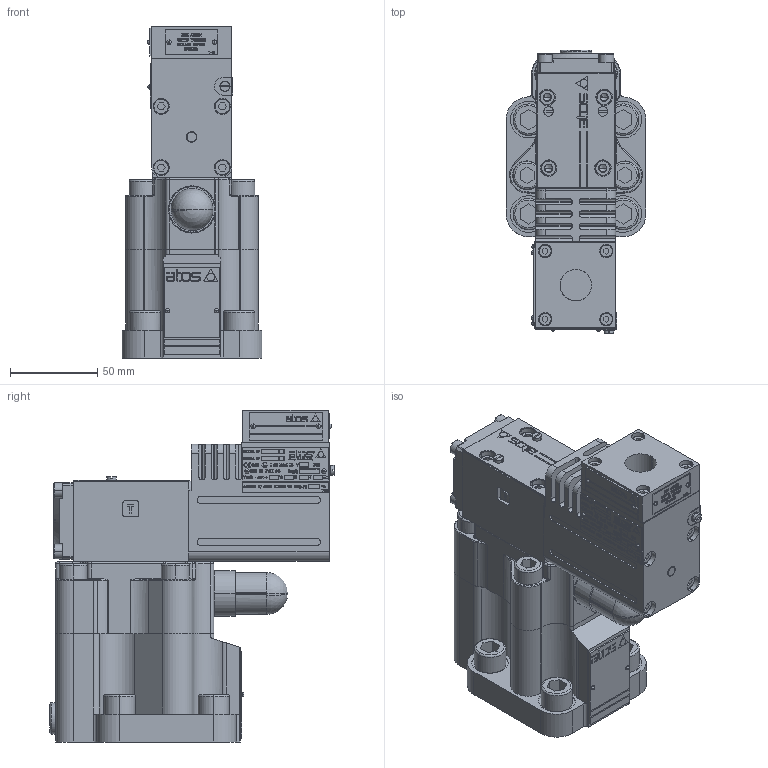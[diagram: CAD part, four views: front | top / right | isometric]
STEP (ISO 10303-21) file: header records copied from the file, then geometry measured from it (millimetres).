
FILE_DESCRIPTION(('STEP AP203'),'1');
FILE_NAME('AGAM-10-10-11-AO-S34.stp','2020-09-24T14:24:57',(' '),(' '),'XStep 1.0',' ',' ');
FILE_SCHEMA(('CONFIG_CONTROL_DESIGN'));
Length unit declared in the file: millimetre
Bounding box: 80 x 162.55 x 189.95 mm (x, y, z)
Volume: 844111 mm3; surface area: 207625 mm2
Topology: 57 solids, 57 shells, 9168 faces, 25390 edges, 16709 vertices
Faces by surface type: plane 7011, cylinder 1591, cone 340, torus 215, bspline 8, sphere 3
Entity records: 317346 total; most frequent: CARTESIAN_POINT 77718, ORIENTED_EDGE 50606, DIRECTION 47204, EDGE_CURVE 25303, LINE 21154, VECTOR 21154, VERTEX_POINT 16709, AXIS2_PLACEMENT_3D 13025
